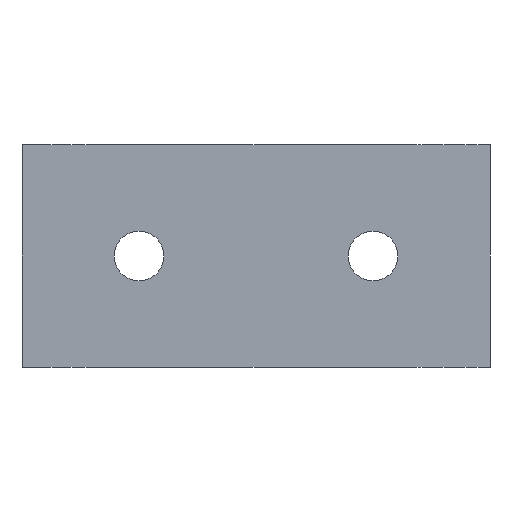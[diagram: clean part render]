
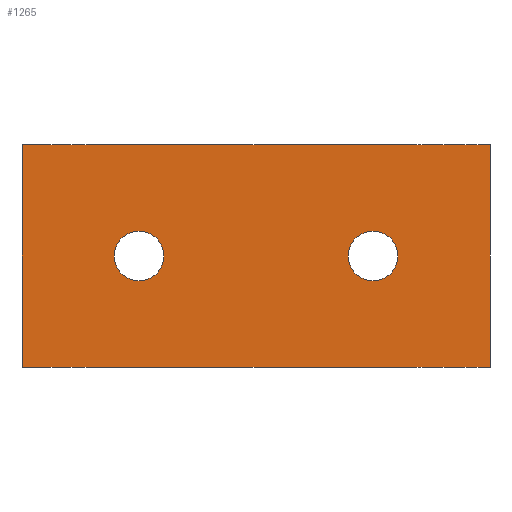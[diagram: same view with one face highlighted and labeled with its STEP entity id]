
A CAD part, front view. The second image highlights one B-rep face of the part: STEP entity #1265.
In plain terms, the highlighted planar face has unit normal (0, -1, 0).
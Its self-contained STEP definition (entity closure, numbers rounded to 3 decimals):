
#17=CARTESIAN_POINT('',(79.997,0.0,19.0));
#18=VERTEX_POINT('',#17);
#25=CARTESIAN_POINT('',(79.997,0.0,-19.0));
#26=VERTEX_POINT('',#25);
#27=CARTESIAN_POINT('',(79.997,0.0,19.0));
#28=DIRECTION('',(0.0,0.0,-1.0));
#29=VECTOR('',#28,38.0);
#30=LINE('',#27,#29);
#31=EDGE_CURVE('',#18,#26,#30,.T.);
#580=CARTESIAN_POINT('',(0.0,0.0,19.0));
#581=VERTEX_POINT('',#580);
#588=CARTESIAN_POINT('',(0.0,0.0,19.0));
#589=DIRECTION('',(1.0,0.0,0.0));
#590=VECTOR('',#589,79.997);
#591=LINE('',#588,#590);
#592=EDGE_CURVE('',#581,#18,#591,.T.);
#603=CARTESIAN_POINT('',(64.25,0.0,0.));
#604=VERTEX_POINT('',#603);
#613=CARTESIAN_POINT('',(55.75,0.0,0.));
#614=VERTEX_POINT('',#613);
#615=CARTESIAN_POINT('',(60.,0.0,0.));
#616=DIRECTION('',(0.0,-1.0,0.0));
#617=DIRECTION('',(1.0,0.0,0.0));
#618=AXIS2_PLACEMENT_3D('',#615,#616,#617);
#619=CIRCLE('',#618,4.25);
#620=EDGE_CURVE('',#604,#614,#619,.T.);
#622=CARTESIAN_POINT('',(60.,0.0,0.));
#623=DIRECTION('',(0.0,-1.0,0.0));
#624=DIRECTION('',(1.0,0.0,0.0));
#625=AXIS2_PLACEMENT_3D('',#622,#623,#624);
#626=CIRCLE('',#625,4.25);
#627=EDGE_CURVE('',#614,#604,#626,.T.);
#962=CARTESIAN_POINT('',(24.25,0.0,0.));
#963=VERTEX_POINT('',#962);
#970=CARTESIAN_POINT('',(15.75,0.0,0.));
#971=VERTEX_POINT('',#970);
#972=CARTESIAN_POINT('',(20.,0.0,0.));
#973=DIRECTION('',(0.0,-1.0,0.0));
#974=DIRECTION('',(1.0,0.0,0.0));
#975=AXIS2_PLACEMENT_3D('',#972,#973,#974);
#976=CIRCLE('',#975,4.25);
#977=EDGE_CURVE('',#963,#971,#976,.T.);
#979=CARTESIAN_POINT('',(20.,0.0,0.));
#980=DIRECTION('',(0.0,-1.0,0.0));
#981=DIRECTION('',(1.0,0.0,0.0));
#982=AXIS2_PLACEMENT_3D('',#979,#980,#981);
#983=CIRCLE('',#982,4.25);
#984=EDGE_CURVE('',#971,#963,#983,.T.);
#1222=CARTESIAN_POINT('',(0.0,0.0,-19.0));
#1223=VERTEX_POINT('',#1222);
#1224=CARTESIAN_POINT('',(0.0,0.0,-19.0));
#1225=DIRECTION('',(1.0,0.0,0.0));
#1226=VECTOR('',#1225,79.997);
#1227=LINE('',#1224,#1226);
#1228=EDGE_CURVE('',#1223,#26,#1227,.T.);
#1241=CARTESIAN_POINT('',(0.,0.0,-19.));
#1242=DIRECTION('',(0.0,-1.0,0.0));
#1243=DIRECTION('',(1.0,0.0,0.0));
#1244=AXIS2_PLACEMENT_3D('',#1241,#1242,#1243);
#1245=PLANE('',#1244);
#1246=ORIENTED_EDGE('',*,*,#592,.F.);
#1247=CARTESIAN_POINT('',(0.0,0.0,-19.0));
#1248=DIRECTION('',(0.0,0.0,1.0));
#1249=VECTOR('',#1248,38.0);
#1250=LINE('',#1247,#1249);
#1251=EDGE_CURVE('',#1223,#581,#1250,.T.);
#1252=ORIENTED_EDGE('',*,*,#1251,.F.);
#1253=ORIENTED_EDGE('',*,*,#1228,.T.);
#1254=ORIENTED_EDGE('',*,*,#31,.F.);
#1255=EDGE_LOOP('',(#1246,#1252,#1253,#1254));
#1256=FACE_OUTER_BOUND('',#1255,.T.);
#1257=ORIENTED_EDGE('',*,*,#627,.F.);
#1258=ORIENTED_EDGE('',*,*,#620,.F.);
#1259=EDGE_LOOP('',(#1257,#1258));
#1260=FACE_BOUND('',#1259,.T.);
#1261=ORIENTED_EDGE('',*,*,#984,.F.);
#1262=ORIENTED_EDGE('',*,*,#977,.F.);
#1263=EDGE_LOOP('',(#1261,#1262));
#1264=FACE_BOUND('',#1263,.T.);
#1265=ADVANCED_FACE('',(#1256,#1260,#1264),#1245,.T.);
